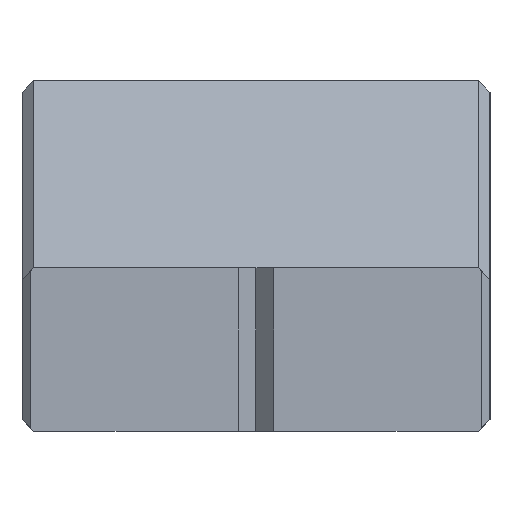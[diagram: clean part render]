
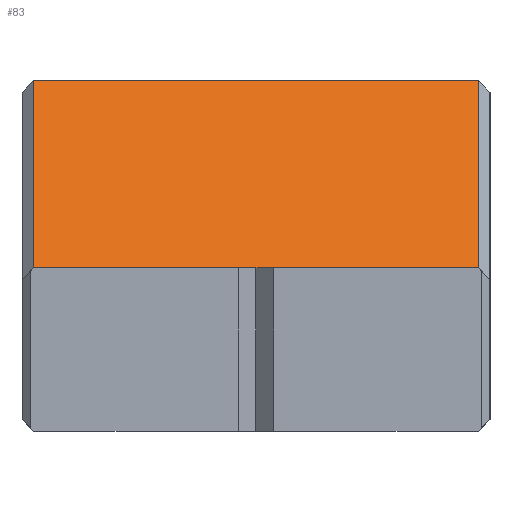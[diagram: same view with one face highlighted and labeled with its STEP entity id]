
A CAD part, left-side view. The second image highlights one B-rep face of the part: STEP entity #83.
In plain terms, the highlighted planar face has unit normal (-0.707, 0, 0.707).
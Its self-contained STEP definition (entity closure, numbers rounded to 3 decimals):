
#83 = ADVANCED_FACE( '', ( #142 ), #143, .F. );
#142 = FACE_OUTER_BOUND( '', #240, .T. );
#143 = PLANE( '', #241 );
#240 = EDGE_LOOP( '', ( #374, #375, #376, #377 ) );
#241 = AXIS2_PLACEMENT_3D( '', #378, #379, #380 );
#374 = ORIENTED_EDGE( '', *, *, #655, .T. );
#375 = ORIENTED_EDGE( '', *, *, #657, .T. );
#376 = ORIENTED_EDGE( '', *, *, #658, .F. );
#377 = ORIENTED_EDGE( '', *, *, #659, .T. );
#378 = CARTESIAN_POINT( '', ( -39.5, -20., 30. ) );
#379 = DIRECTION( '', ( 0.707, 0., -0.707 ) );
#380 = DIRECTION( '', ( -0.707, 0., -0.707 ) );
#655 = EDGE_CURVE( '', #775, #773, #776, .T. );
#657 = EDGE_CURVE( '', #773, #778, #779, .T. );
#658 = EDGE_CURVE( '', #780, #778, #781, .T. );
#659 = EDGE_CURVE( '', #780, #775, #782, .T. );
#773 = VERTEX_POINT( '', #949 );
#775 = VERTEX_POINT( '', #952 );
#776 = LINE( '', #953, #954 );
#778 = VERTEX_POINT( '', #957 );
#779 = LINE( '', #958, #959 );
#780 = VERTEX_POINT( '', #960 );
#781 = LINE( '', #961, #962 );
#782 = LINE( '', #963, #964 );
#949 = CARTESIAN_POINT( '', ( -39.5, 19., 30. ) );
#952 = CARTESIAN_POINT( '', ( -39.5, -19., 30. ) );
#953 = CARTESIAN_POINT( '', ( -39.5, -20., 30. ) );
#954 = VECTOR( '', #1163, 1000. );
#957 = CARTESIAN_POINT( '', ( -55.5, 19., 14. ) );
#958 = CARTESIAN_POINT( '', ( -39.5, 19., 30. ) );
#959 = VECTOR( '', #1165, 1000. );
#960 = CARTESIAN_POINT( '', ( -55.5, -19., 14. ) );
#961 = CARTESIAN_POINT( '', ( -55.5, -20., 14. ) );
#962 = VECTOR( '', #1166, 1000. );
#963 = CARTESIAN_POINT( '', ( -39.5, -19., 30. ) );
#964 = VECTOR( '', #1167, 1000. );
#1163 = DIRECTION( '', ( 0., 1., 0. ) );
#1165 = DIRECTION( '', ( -0.707, 0., -0.707 ) );
#1166 = DIRECTION( '', ( 0., 1., 0. ) );
#1167 = DIRECTION( '', ( 0.707, 0., 0.707 ) );
